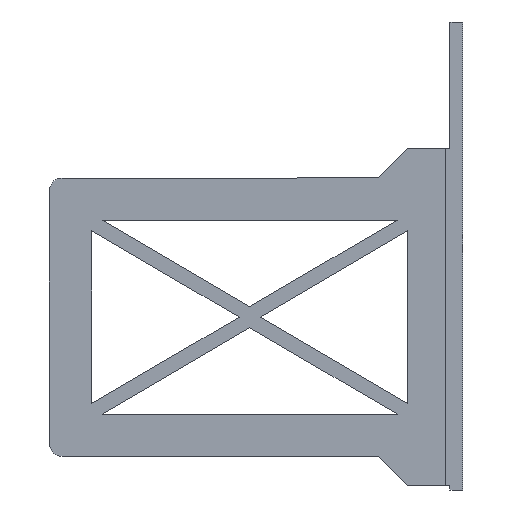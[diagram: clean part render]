
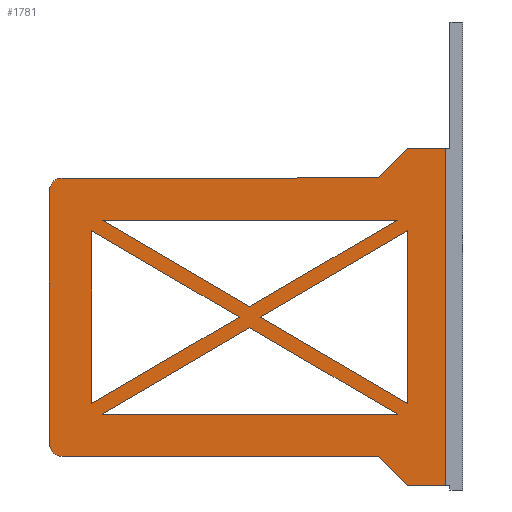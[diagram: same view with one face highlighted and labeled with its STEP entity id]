
A CAD part, front view. The second image highlights one B-rep face of the part: STEP entity #1781.
In plain terms, the highlighted planar face has unit normal (0, -1, 0).
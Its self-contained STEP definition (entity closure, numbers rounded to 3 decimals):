
#21=FACE_BOUND('',#182,.T.);
#22=FACE_BOUND('',#183,.T.);
#23=FACE_BOUND('',#184,.T.);
#24=FACE_BOUND('',#185,.T.);
#33=CIRCLE('',#1885,3.);
#34=CIRCLE('',#1886,3.);
#95=FACE_OUTER_BOUND('',#181,.T.);
#181=EDGE_LOOP('',(#1461,#1462,#1463,#1464,#1465,#1466,#1467,#1468,#1469,
#1470));
#182=EDGE_LOOP('',(#1471,#1472,#1473,#1474));
#183=EDGE_LOOP('',(#1475,#1476,#1477));
#184=EDGE_LOOP('',(#1478,#1479,#1480));
#185=EDGE_LOOP('',(#1481,#1482,#1483));
#239=LINE('',#2397,#485);
#249=LINE('',#2417,#495);
#271=LINE('',#2461,#517);
#273=LINE('',#2464,#519);
#275=LINE('',#2468,#521);
#278=LINE('',#2474,#524);
#285=LINE('',#2490,#531);
#289=LINE('',#2499,#535);
#293=LINE('',#2507,#539);
#296=LINE('',#2514,#542);
#300=LINE('',#2522,#546);
#303=LINE('',#2529,#549);
#307=LINE('',#2537,#553);
#310=LINE('',#2543,#556);
#386=LINE('',#2696,#632);
#405=LINE('',#2728,#651);
#410=LINE('',#2736,#656);
#416=LINE('',#2750,#662);
#417=LINE('',#2753,#663);
#418=LINE('',#2754,#664);
#419=LINE('',#2755,#665);
#485=VECTOR('',#1950,10.);
#495=VECTOR('',#1966,10.);
#517=VECTOR('',#1996,10.);
#519=VECTOR('',#2000,10.);
#521=VECTOR('',#2004,10.);
#524=VECTOR('',#2009,10.);
#531=VECTOR('',#2024,10.);
#535=VECTOR('',#2030,10.);
#539=VECTOR('',#2036,10.);
#542=VECTOR('',#2041,10.);
#546=VECTOR('',#2047,10.);
#549=VECTOR('',#2052,10.);
#553=VECTOR('',#2058,10.);
#556=VECTOR('',#2063,10.);
#632=VECTOR('',#2169,10.);
#651=VECTOR('',#2208,10.);
#656=VECTOR('',#2219,10.);
#662=VECTOR('',#2237,10.);
#663=VECTOR('',#2240,10.);
#664=VECTOR('',#2241,10.);
#665=VECTOR('',#2242,10.);
#728=VERTEX_POINT('',#2394);
#729=VERTEX_POINT('',#2396);
#735=VERTEX_POINT('',#2414);
#736=VERTEX_POINT('',#2416);
#753=VERTEX_POINT('',#2458);
#754=VERTEX_POINT('',#2460);
#755=VERTEX_POINT('',#2466);
#757=VERTEX_POINT('',#2472);
#761=VERTEX_POINT('',#2488);
#762=VERTEX_POINT('',#2489);
#765=VERTEX_POINT('',#2497);
#766=VERTEX_POINT('',#2498);
#769=VERTEX_POINT('',#2506);
#771=VERTEX_POINT('',#2512);
#772=VERTEX_POINT('',#2513);
#775=VERTEX_POINT('',#2521);
#777=VERTEX_POINT('',#2527);
#778=VERTEX_POINT('',#2528);
#781=VERTEX_POINT('',#2536);
#783=VERTEX_POINT('',#2542);
#849=VERTEX_POINT('',#2747);
#850=VERTEX_POINT('',#2749);
#851=VERTEX_POINT('',#2752);
#899=EDGE_CURVE('',#729,#728,#239,.T.);
#909=EDGE_CURVE('',#736,#735,#249,.T.);
#931=EDGE_CURVE('',#754,#753,#271,.T.);
#933=EDGE_CURVE('',#728,#754,#273,.T.);
#935=EDGE_CURVE('',#735,#755,#275,.T.);
#938=EDGE_CURVE('',#755,#757,#278,.T.);
#945=EDGE_CURVE('',#761,#762,#285,.T.);
#949=EDGE_CURVE('',#765,#766,#289,.T.);
#953=EDGE_CURVE('',#769,#766,#293,.T.);
#956=EDGE_CURVE('',#771,#772,#296,.T.);
#960=EDGE_CURVE('',#771,#775,#300,.T.);
#963=EDGE_CURVE('',#777,#778,#303,.T.);
#967=EDGE_CURVE('',#781,#778,#307,.T.);
#970=EDGE_CURVE('',#761,#783,#310,.T.);
#1046=EDGE_CURVE('',#757,#729,#386,.T.);
#1067=EDGE_CURVE('',#772,#775,#405,.T.);
#1072=EDGE_CURVE('',#777,#781,#410,.T.);
#1078=EDGE_CURVE('',#849,#753,#33,.T.);
#1079=EDGE_CURVE('',#849,#850,#416,.T.);
#1080=EDGE_CURVE('',#736,#850,#34,.T.);
#1081=EDGE_CURVE('',#851,#762,#417,.T.);
#1082=EDGE_CURVE('',#783,#851,#418,.T.);
#1083=EDGE_CURVE('',#765,#769,#419,.T.);
#1461=ORIENTED_EDGE('',*,*,#1046,.T.);
#1462=ORIENTED_EDGE('',*,*,#899,.T.);
#1463=ORIENTED_EDGE('',*,*,#933,.T.);
#1464=ORIENTED_EDGE('',*,*,#931,.T.);
#1465=ORIENTED_EDGE('',*,*,#1078,.F.);
#1466=ORIENTED_EDGE('',*,*,#1079,.T.);
#1467=ORIENTED_EDGE('',*,*,#1080,.F.);
#1468=ORIENTED_EDGE('',*,*,#909,.T.);
#1469=ORIENTED_EDGE('',*,*,#935,.T.);
#1470=ORIENTED_EDGE('',*,*,#938,.T.);
#1471=ORIENTED_EDGE('',*,*,#1081,.F.);
#1472=ORIENTED_EDGE('',*,*,#1082,.F.);
#1473=ORIENTED_EDGE('',*,*,#970,.F.);
#1474=ORIENTED_EDGE('',*,*,#945,.T.);
#1475=ORIENTED_EDGE('',*,*,#949,.T.);
#1476=ORIENTED_EDGE('',*,*,#953,.F.);
#1477=ORIENTED_EDGE('',*,*,#1083,.F.);
#1478=ORIENTED_EDGE('',*,*,#956,.F.);
#1479=ORIENTED_EDGE('',*,*,#960,.T.);
#1480=ORIENTED_EDGE('',*,*,#1067,.F.);
#1481=ORIENTED_EDGE('',*,*,#963,.T.);
#1482=ORIENTED_EDGE('',*,*,#967,.F.);
#1483=ORIENTED_EDGE('',*,*,#1072,.F.);
#1699=PLANE('',#1884);
#1781=ADVANCED_FACE('',(#95,#21,#22,#23,#24),#1699,.F.);
#1884=AXIS2_PLACEMENT_3D('',#2746,#2233,#2234);
#1885=AXIS2_PLACEMENT_3D('',#2748,#2235,#2236);
#1886=AXIS2_PLACEMENT_3D('',#2751,#2238,#2239);
#1950=DIRECTION('',(-1.,0.,0.));
#1966=DIRECTION('',(1.,0.,0.));
#1996=DIRECTION('',(-1.,0.,0.));
#2000=DIRECTION('',(-0.707,0.,-0.707));
#2004=DIRECTION('',(0.707,0.,-0.707));
#2009=DIRECTION('',(1.,0.,0.));
#2024=DIRECTION('',(0.863,0.,0.505));
#2030=DIRECTION('',(-0.863,0.,-0.505));
#2036=DIRECTION('',(0.863,0.,-0.505));
#2041=DIRECTION('',(-0.863,0.,0.505));
#2047=DIRECTION('',(-0.863,0.,-0.505));
#2052=DIRECTION('',(0.863,0.,0.505));
#2058=DIRECTION('',(-0.863,0.,0.505));
#2063=DIRECTION('',(0.863,0.,-0.505));
#2169=DIRECTION('',(0.,0.,1.));
#2208=DIRECTION('',(0.,0.,-1.));
#2219=DIRECTION('',(1.,0.,0.));
#2233=DIRECTION('center_axis',(0.,1.,0.));
#2234=DIRECTION('ref_axis',(1.,0.,0.));
#2235=DIRECTION('center_axis',(0.,1.,0.));
#2236=DIRECTION('ref_axis',(-1.,0.,0.));
#2237=DIRECTION('',(0.,0.,-1.));
#2238=DIRECTION('center_axis',(0.,1.,0.));
#2239=DIRECTION('ref_axis',(0.,0.,-1.));
#2240=DIRECTION('',(0.,0.,1.));
#2241=DIRECTION('',(0.,0.,1.));
#2242=DIRECTION('',(-1.,0.,0.));
#2394=CARTESIAN_POINT('',(80.,0.,68.));
#2396=CARTESIAN_POINT('',(90.,0.,68.));
#2397=CARTESIAN_POINT('',(80.,0.,68.));
#2414=CARTESIAN_POINT('',(73.,0.,-5.));
#2416=CARTESIAN_POINT('',(-2.,0.,-5.));
#2417=CARTESIAN_POINT('',(-2.,0.,-5.));
#2458=CARTESIAN_POINT('',(-2.,0.,61.));
#2460=CARTESIAN_POINT('',(73.,0.,61.));
#2461=CARTESIAN_POINT('',(90.,0.,61.));
#2464=CARTESIAN_POINT('',(80.,0.,68.));
#2466=CARTESIAN_POINT('',(80.,0.,-12.));
#2468=CARTESIAN_POINT('',(80.,0.,-12.));
#2472=CARTESIAN_POINT('',(90.,0.,-12.));
#2474=CARTESIAN_POINT('',(90.,0.,-12.));
#2488=CARTESIAN_POINT('',(45.,0.,28.));
#2489=CARTESIAN_POINT('',(80.,0.,48.5));
#2490=CARTESIAN_POINT('',(45.,0.,28.));
#2497=CARTESIAN_POINT('',(77.5,0.,51.));
#2498=CARTESIAN_POINT('',(42.5,0.,30.5));
#2499=CARTESIAN_POINT('',(77.5,0.,51.));
#2506=CARTESIAN_POINT('',(7.5,0.,51.));
#2507=CARTESIAN_POINT('',(7.5,0.,51.));
#2512=CARTESIAN_POINT('',(40.,0.,28.));
#2513=CARTESIAN_POINT('',(5.,0.,48.5));
#2514=CARTESIAN_POINT('',(40.,0.,28.));
#2521=CARTESIAN_POINT('',(5.,0.,7.5));
#2522=CARTESIAN_POINT('',(40.,0.,28.));
#2527=CARTESIAN_POINT('',(7.5,0.,5.));
#2528=CARTESIAN_POINT('',(42.5,0.,25.5));
#2529=CARTESIAN_POINT('',(7.5,0.,5.));
#2536=CARTESIAN_POINT('',(77.5,0.,5.));
#2537=CARTESIAN_POINT('',(77.5,0.,5.));
#2542=CARTESIAN_POINT('',(80.,0.,7.5));
#2543=CARTESIAN_POINT('',(45.,0.,28.));
#2696=CARTESIAN_POINT('',(90.,0.,68.));
#2728=CARTESIAN_POINT('',(5.,0.,10.));
#2736=CARTESIAN_POINT('',(5.,0.,5.));
#2746=CARTESIAN_POINT('Origin',(42.5,0.,28.));
#2747=CARTESIAN_POINT('',(-5.,0.,58.));
#2748=CARTESIAN_POINT('Origin',(-2.,0.,58.));
#2749=CARTESIAN_POINT('',(-5.,0.,-2.));
#2750=CARTESIAN_POINT('',(-5.,0.,58.));
#2751=CARTESIAN_POINT('Origin',(-2.,0.,-2.));
#2752=CARTESIAN_POINT('',(80.,0.,10.));
#2753=CARTESIAN_POINT('',(80.,0.,5.));
#2754=CARTESIAN_POINT('',(80.,0.,5.));
#2755=CARTESIAN_POINT('',(12.,0.,51.));
